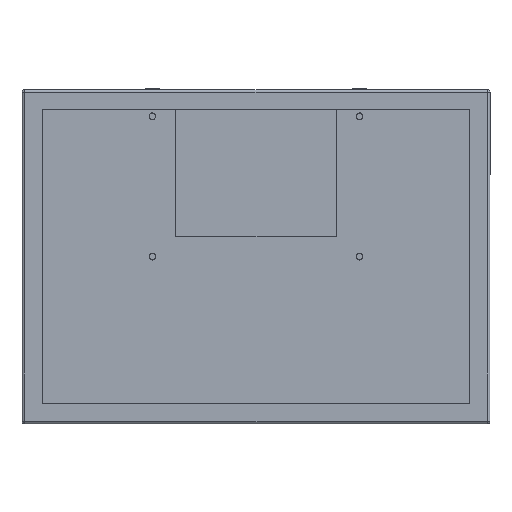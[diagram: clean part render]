
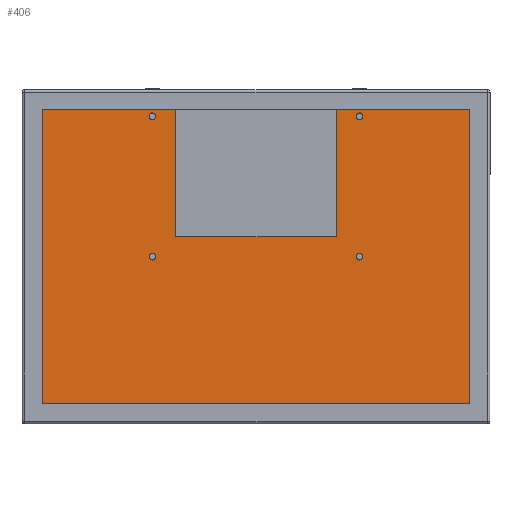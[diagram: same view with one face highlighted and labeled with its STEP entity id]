
A CAD part, front view. The second image highlights one B-rep face of the part: STEP entity #406.
In plain terms, the highlighted planar face has unit normal (0, -1, 0).
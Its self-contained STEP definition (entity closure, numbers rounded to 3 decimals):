
#4 = EDGE_LOOP ( 'NONE', ( #1180, #1102, #996, #1173, #1161, #1034, #1060, #1521 ) ) ;
#406 = ADVANCED_FACE ( 'NONE', ( #2099, #2101, #2112, #2103, #2098 ), #2100, .T. ) ;
#448 = AXIS2_PLACEMENT_3D ( 'NONE', #2121, #2105, #2106 ) ;
#683 = VERTEX_POINT ( 'NONE', #3121 ) ;
#698 = VERTEX_POINT ( 'NONE', #3219 ) ;
#703 = VERTEX_POINT ( 'NONE', #3046 ) ;
#705 = VERTEX_POINT ( 'NONE', #3063 ) ;
#739 = VERTEX_POINT ( 'NONE', #3068 ) ;
#805 = VERTEX_POINT ( 'NONE', #3241 ) ;
#807 = VERTEX_POINT ( 'NONE', #3249 ) ;
#817 = VERTEX_POINT ( 'NONE', #3233 ) ;
#855 = VERTEX_POINT ( 'NONE', #3059 ) ;
#872 = VERTEX_POINT ( 'NONE', #2988 ) ;
#896 = ORIENTED_EDGE ( 'NONE', *, *, #1784, .F. ) ;
#921 = VERTEX_POINT ( 'NONE', #3191 ) ;
#933 = VERTEX_POINT ( 'NONE', #3148 ) ;
#956 = VERTEX_POINT ( 'NONE', #3653 ) ;
#968 = ORIENTED_EDGE ( 'NONE', *, *, #4189, .F. ) ;
#996 = ORIENTED_EDGE ( 'NONE', *, *, #1783, .F. ) ;
#999 = ORIENTED_EDGE ( 'NONE', *, *, #1787, .F. ) ;
#1014 = VERTEX_POINT ( 'NONE', #3396 ) ;
#1015 = VERTEX_POINT ( 'NONE', #3302 ) ;
#1016 = EDGE_LOOP ( 'NONE', ( #1048, #999 ) ) ;
#1034 = ORIENTED_EDGE ( 'NONE', *, *, #1786, .F. ) ;
#1048 = ORIENTED_EDGE ( 'NONE', *, *, #4221, .F. ) ;
#1060 = ORIENTED_EDGE ( 'NONE', *, *, #1804, .F. ) ;
#1079 = ORIENTED_EDGE ( 'NONE', *, *, #4186, .F. ) ;
#1084 = VERTEX_POINT ( 'NONE', #3355 ) ;
#1102 = ORIENTED_EDGE ( 'NONE', *, *, #1753, .F. ) ;
#1126 = ORIENTED_EDGE ( 'NONE', *, *, #1781, .F. ) ;
#1147 = ORIENTED_EDGE ( 'NONE', *, *, #4243, .F. ) ;
#1157 = ORIENTED_EDGE ( 'NONE', *, *, #1777, .F. ) ;
#1161 = ORIENTED_EDGE ( 'NONE', *, *, #1793, .F. ) ;
#1173 = ORIENTED_EDGE ( 'NONE', *, *, #1803, .F. ) ;
#1180 = ORIENTED_EDGE ( 'NONE', *, *, #1759, .F. ) ;
#1372 = EDGE_LOOP ( 'NONE', ( #1147, #1157 ) ) ;
#1414 = EDGE_LOOP ( 'NONE', ( #1079, #896 ) ) ;
#1416 = EDGE_LOOP ( 'NONE', ( #968, #1126 ) ) ;
#1521 = ORIENTED_EDGE ( 'NONE', *, *, #1792, .F. ) ;
#1753 = EDGE_CURVE ( 'NONE', #1014, #807, #3348, .T. ) ;
#1759 = EDGE_CURVE ( 'NONE', #807, #739, #3283, .T. ) ;
#1777 = EDGE_CURVE ( 'NONE', #683, #933, #3856, .T. ) ;
#1781 = EDGE_CURVE ( 'NONE', #921, #698, #4035, .T. ) ;
#1783 = EDGE_CURVE ( 'NONE', #817, #1014, #3727, .T. ) ;
#1784 = EDGE_CURVE ( 'NONE', #956, #872, #3981, .T. ) ;
#1786 = EDGE_CURVE ( 'NONE', #1084, #855, #3002, .T. ) ;
#1787 = EDGE_CURVE ( 'NONE', #703, #705, #3961, .T. ) ;
#1792 = EDGE_CURVE ( 'NONE', #739, #805, #3659, .T. ) ;
#1793 = EDGE_CURVE ( 'NONE', #855, #1015, #3309, .T. ) ;
#1803 = EDGE_CURVE ( 'NONE', #1015, #817, #3627, .T. ) ;
#1804 = EDGE_CURVE ( 'NONE', #805, #1084, #3713, .T. ) ;
#1878 = CIRCLE ( 'NONE', #1889, 2.5 ) ;
#1889 = AXIS2_PLACEMENT_3D ( 'NONE', #2521, #2522, #2523 ) ;
#1911 = CIRCLE ( 'NONE', #1929, 2.5 ) ;
#1929 = AXIS2_PLACEMENT_3D ( 'NONE', #2607, #2608, #2609 ) ;
#1981 = CIRCLE ( 'NONE', #2009, 2.5 ) ;
#1985 = CIRCLE ( 'NONE', #2000, 2.5 ) ;
#2000 = AXIS2_PLACEMENT_3D ( 'NONE', #2458, #2421, #2428 ) ;
#2009 = AXIS2_PLACEMENT_3D ( 'NONE', #2370, #2416, #2468 ) ;
#2098 = FACE_OUTER_BOUND ( 'NONE', #4, .T. ) ;
#2099 = FACE_BOUND ( 'NONE', #1414, .T. ) ;
#2100 = PLANE ( 'NONE',  #448 ) ;
#2101 = FACE_BOUND ( 'NONE', #1416, .T. ) ;
#2103 = FACE_BOUND ( 'NONE', #1372, .T. ) ;
#2105 = DIRECTION ( 'NONE',  ( 0., -1., 0. ) ) ;
#2106 = DIRECTION ( 'NONE',  ( 0., 0., -1. ) ) ;
#2112 = FACE_BOUND ( 'NONE', #1016, .T. ) ;
#2121 = CARTESIAN_POINT ( 'NONE',  ( -175., 85., 125. ) ) ;
#2370 = CARTESIAN_POINT ( 'NONE',  ( -77.5, 85., 105. ) ) ;
#2416 = DIRECTION ( 'NONE',  ( 0., -1., 0. ) ) ;
#2421 = DIRECTION ( 'NONE',  ( 0., -1., 0. ) ) ;
#2428 = DIRECTION ( 'NONE',  ( 0., 0., -1. ) ) ;
#2458 = CARTESIAN_POINT ( 'NONE',  ( -77.5, 85., 0. ) ) ;
#2468 = DIRECTION ( 'NONE',  ( 0., 0., -1. ) ) ;
#2521 = CARTESIAN_POINT ( 'NONE',  ( 77.5, 85., 105. ) ) ;
#2522 = DIRECTION ( 'NONE',  ( 0., -1., 0. ) ) ;
#2523 = DIRECTION ( 'NONE',  ( 0., 0., -1. ) ) ;
#2607 = CARTESIAN_POINT ( 'NONE',  ( 77.5, 85., 0. ) ) ;
#2608 = DIRECTION ( 'NONE',  ( 0., -1., 0. ) ) ;
#2609 = DIRECTION ( 'NONE',  ( 0., 0., -1. ) ) ;
#2988 = CARTESIAN_POINT ( 'NONE',  ( -77.5, 85., 107.5 ) ) ;
#2996 = CARTESIAN_POINT ( 'NONE',  ( -175., 85., 15. ) ) ;
#2998 = DIRECTION ( 'NONE',  ( 1., 0., 0. ) ) ;
#3001 = CARTESIAN_POINT ( 'NONE',  ( 160., 85., 110. ) ) ;
#3002 = LINE ( 'NONE', #3001, #3994 ) ;
#3027 = DIRECTION ( 'NONE',  ( 1., 0., 0. ) ) ;
#3046 = CARTESIAN_POINT ( 'NONE',  ( 77.5, 85., 102.5 ) ) ;
#3059 = CARTESIAN_POINT ( 'NONE',  ( 160., 85., 110. ) ) ;
#3063 = CARTESIAN_POINT ( 'NONE',  ( 77.5, 85., 107.5 ) ) ;
#3068 = CARTESIAN_POINT ( 'NONE',  ( -60., 85., 15. ) ) ;
#3089 = DIRECTION ( 'NONE',  ( 0., 0., -1. ) ) ;
#3121 = CARTESIAN_POINT ( 'NONE',  ( 77.5, 85., -2.5 ) ) ;
#3148 = CARTESIAN_POINT ( 'NONE',  ( 77.5, 85., 2.5 ) ) ;
#3168 = CARTESIAN_POINT ( 'NONE',  ( 160., 85., 110. ) ) ;
#3173 = CARTESIAN_POINT ( 'NONE',  ( -60., 85., 125. ) ) ;
#3185 = DIRECTION ( 'NONE',  ( 1., 0., 0. ) ) ;
#3191 = CARTESIAN_POINT ( 'NONE',  ( -77.5, 85., -2.5 ) ) ;
#3192 = CARTESIAN_POINT ( 'NONE',  ( 160., 85., 110. ) ) ;
#3219 = CARTESIAN_POINT ( 'NONE',  ( -77.5, 85., 2.5 ) ) ;
#3233 = CARTESIAN_POINT ( 'NONE',  ( -160., 85., -110. ) ) ;
#3241 = CARTESIAN_POINT ( 'NONE',  ( 60., 85., 15. ) ) ;
#3249 = CARTESIAN_POINT ( 'NONE',  ( -60., 85., 110. ) ) ;
#3283 = LINE ( 'NONE', #3173, #3904 ) ;
#3302 = CARTESIAN_POINT ( 'NONE',  ( 160., 85., -110. ) ) ;
#3308 = DIRECTION ( 'NONE',  ( 0., 0., -1. ) ) ;
#3309 = LINE ( 'NONE', #3168, #3973 ) ;
#3316 = DIRECTION ( 'NONE',  ( 0., 0., -1. ) ) ;
#3340 = CARTESIAN_POINT ( 'NONE',  ( 160., 85., -110. ) ) ;
#3348 = LINE ( 'NONE', #3192, #3959 ) ;
#3355 = CARTESIAN_POINT ( 'NONE',  ( 60., 85., 110. ) ) ;
#3372 = CARTESIAN_POINT ( 'NONE',  ( 77.5, 85., 105. ) ) ;
#3396 = CARTESIAN_POINT ( 'NONE',  ( -160., 85., 110. ) ) ;
#3403 = DIRECTION ( 'NONE',  ( 0., 0., -1. ) ) ;
#3408 = CARTESIAN_POINT ( 'NONE',  ( -160., 85., 110. ) ) ;
#3419 = CARTESIAN_POINT ( 'NONE',  ( 60., 85., 125. ) ) ;
#3442 = DIRECTION ( 'NONE',  ( 0., 0., 1. ) ) ;
#3505 = DIRECTION ( 'NONE',  ( 0., 0., 1. ) ) ;
#3576 = DIRECTION ( 'NONE',  ( -1., 0., 0. ) ) ;
#3589 = DIRECTION ( 'NONE',  ( 0., -1., 0. ) ) ;
#3627 = LINE ( 'NONE', #3340, #3931 ) ;
#3653 = CARTESIAN_POINT ( 'NONE',  ( -77.5, 85., 102.5 ) ) ;
#3659 = LINE ( 'NONE', #2996, #4005 ) ;
#3713 = LINE ( 'NONE', #3419, #3859 ) ;
#3727 = LINE ( 'NONE', #3408, #4017 ) ;
#3746 = DIRECTION ( 'NONE',  ( 0., 0., -1. ) ) ;
#3747 = DIRECTION ( 'NONE',  ( 0., -1., 0. ) ) ;
#3749 = CARTESIAN_POINT ( 'NONE',  ( -77.5, 85., 0. ) ) ;
#3757 = CARTESIAN_POINT ( 'NONE',  ( -77.5, 85., 105. ) ) ;
#3762 = DIRECTION ( 'NONE',  ( 0., -1., 0. ) ) ;
#3793 = CARTESIAN_POINT ( 'NONE',  ( 77.5, 85., 0. ) ) ;
#3795 = DIRECTION ( 'NONE',  ( 0., -1., 0. ) ) ;
#3796 = DIRECTION ( 'NONE',  ( 0., 0., -1. ) ) ;
#3856 = CIRCLE ( 'NONE', #3968, 2.5 ) ;
#3859 = VECTOR ( 'NONE', #3442, 1000. ) ;
#3904 = VECTOR ( 'NONE', #3089, 1000. ) ;
#3931 = VECTOR ( 'NONE', #3576, 1000. ) ;
#3959 = VECTOR ( 'NONE', #3185, 1000. ) ;
#3961 = CIRCLE ( 'NONE', #4053, 2.5 ) ;
#3968 = AXIS2_PLACEMENT_3D ( 'NONE', #3793, #3795, #3796 ) ;
#3973 = VECTOR ( 'NONE', #3403, 1000. ) ;
#3981 = CIRCLE ( 'NONE', #4010, 2.5 ) ;
#3994 = VECTOR ( 'NONE', #2998, 1000. ) ;
#4005 = VECTOR ( 'NONE', #3027, 1000. ) ;
#4010 = AXIS2_PLACEMENT_3D ( 'NONE', #3757, #3762, #3308 ) ;
#4015 = AXIS2_PLACEMENT_3D ( 'NONE', #3749, #3747, #3746 ) ;
#4017 = VECTOR ( 'NONE', #3505, 1000. ) ;
#4035 = CIRCLE ( 'NONE', #4015, 2.5 ) ;
#4053 = AXIS2_PLACEMENT_3D ( 'NONE', #3372, #3589, #3316 ) ;
#4186 = EDGE_CURVE ( 'NONE', #872, #956, #1981, .T. ) ;
#4189 = EDGE_CURVE ( 'NONE', #698, #921, #1985, .T. ) ;
#4221 = EDGE_CURVE ( 'NONE', #705, #703, #1878, .T. ) ;
#4243 = EDGE_CURVE ( 'NONE', #933, #683, #1911, .T. ) ;
